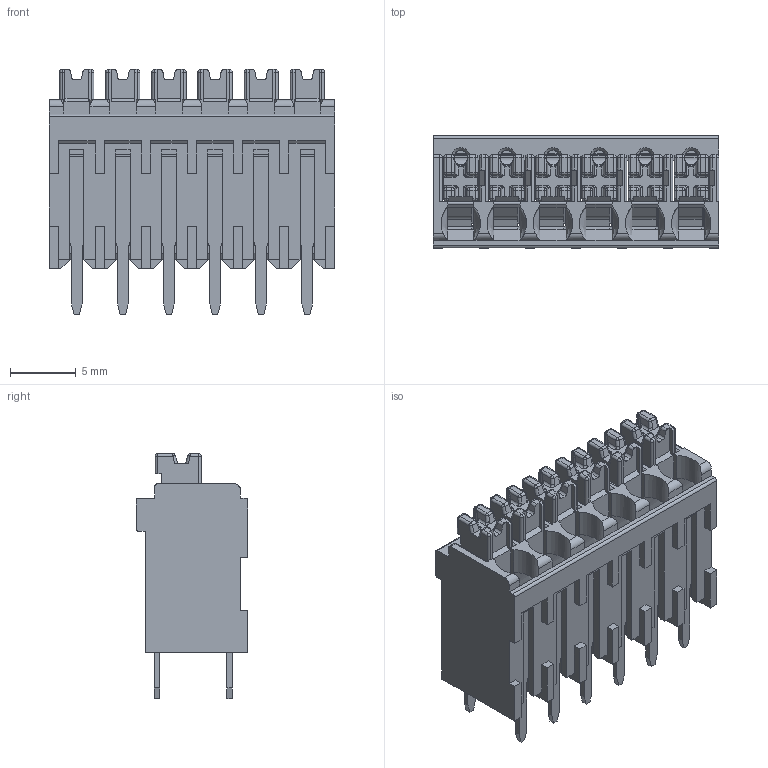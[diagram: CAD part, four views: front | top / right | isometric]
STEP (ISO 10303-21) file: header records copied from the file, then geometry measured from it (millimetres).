
FILE_DESCRIPTION(/* description */ ('Unknown'),/* implementation_level */ '2;1');
FILE_NAME(/* name */ '691410100006',/* time_stamp */ '2021-08-11T15:34:43+02:00',/* author */ ('Unknown'),/* organization */ ('Unknown'),/* preprocessor_version */ 'ST-DEVELOPER v16.7',/* originating_system */ 'Solid Edge',/* authorisation */ 'Unknown');
FILE_SCHEMA (('AUTOMOTIVE_DESIGN {1 0 10303 214 3 1 1}'));
Length unit declared in the file: millimetre
Products named in the file (5): 6914101000xx; 691410100006; 6914101000xx_SolderPin; 6914101000xx_SpringClamp; 6914101000xx_Lever
Assembly tree (19 placements, depth 2):
  6914101000xx
    691410100006
    6914101000xx_SolderPin  x6
    6914101000xx_SpringClamp  x6
    6914101000xx_Lever  x6
Bounding box: 21.7 x 8.5 x 18.6 mm (x, y, z)
Volume: 1131.6 mm3; surface area: 4268.9 mm2
Topology: 19 solids, 19 shells, 2065 faces, 5641 edges, 3499 vertices
Faces by surface type: plane 1271, cylinder 577, sphere 97, bspline 84, torus 24, cone 12
Entity records: 25248 total; most frequent: CARTESIAN_POINT 4923, ORIENTED_EDGE 4348, DIRECTION 4015, EDGE_CURVE 2174, LINE 1787, VECTOR 1787, VERTEX_POINT 1379, AXIS2_PLACEMENT_3D 1114
